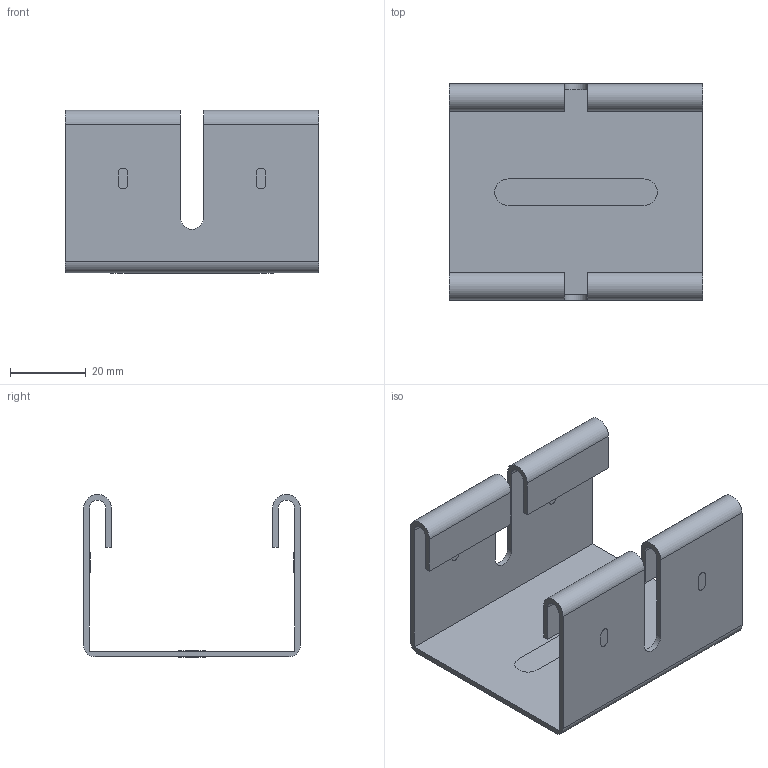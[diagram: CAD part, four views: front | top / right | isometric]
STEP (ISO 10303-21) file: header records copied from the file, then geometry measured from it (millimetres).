
FILE_DESCRIPTION(/* description */ (''),/* implementation_level */ '2;1');
FILE_NAME(/* name */ '585190.stp',/* time_stamp */ '2025-12-05T09:49:19+01:00',/* author */ ('mael.lecharpentier'),/* organization */ (''),/* preprocessor_version */ 'ST-DEVELOPER v20',/* originating_system */ 'AutoCAD Mechanical',/* authorisation */ '');
FILE_SCHEMA (('AUTOMOTIVE_DESIGN { 1 0 10303 214 3 1 1 }'));
Length unit declared in the file: millimetre
Products named in the file (1): Product
Bounding box: 67 x 57.7 x 43.2 mm (x, y, z)
Volume: 16165.5 mm3; surface area: 23391.8 mm2
Topology: 1 solids, 11 shells, 46 faces, 142 edges, 108 vertices
Faces by surface type: plane 34, cylinder 12
Entity records: 1657 total; most frequent: CARTESIAN_POINT 297, DIRECTION 280, ORIENTED_EDGE 244, EDGE_CURVE 142, VERTEX_POINT 108, LINE 98, VECTOR 98, AXIS2_PLACEMENT_3D 91
